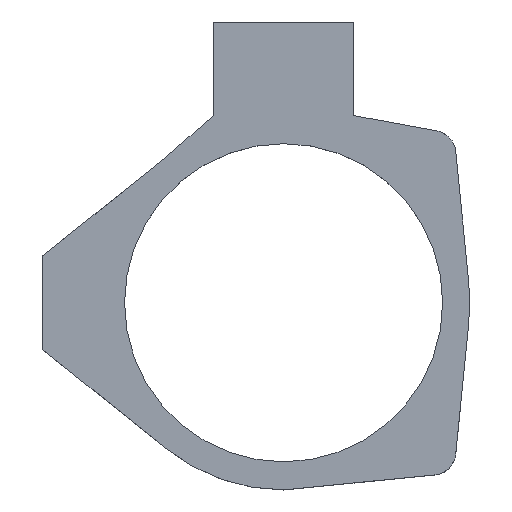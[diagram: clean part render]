
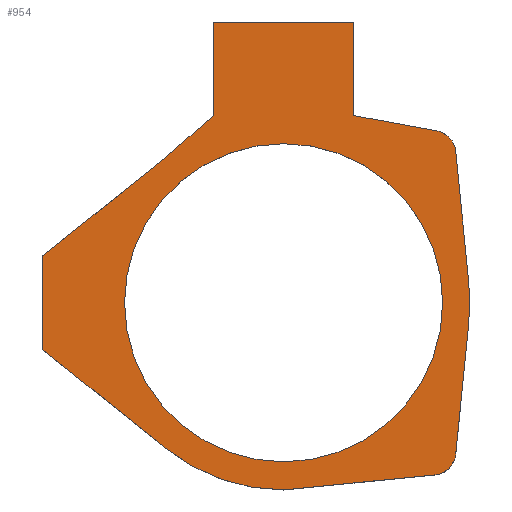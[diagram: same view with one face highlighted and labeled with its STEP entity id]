
A CAD part, top view. The second image highlights one B-rep face of the part: STEP entity #954.
In plain terms, the highlighted planar face has unit normal (0, 0, 1).
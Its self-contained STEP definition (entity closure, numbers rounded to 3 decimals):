
#42=FACE_BOUND('',#166,.T.);
#64=CIRCLE('',#1010,20.);
#65=CIRCLE('',#1012,2.5);
#67=CIRCLE('',#1024,27.5);
#68=CIRCLE('',#1026,17.);
#69=CIRCLE('',#1030,2.5);
#109=FACE_OUTER_BOUND('',#165,.T.);
#165=EDGE_LOOP('',(#816,#817,#818,#819,#820,#821,#822,#823,#824,#825,#826,
#827,#828,#829,#830));
#166=EDGE_LOOP('',(#831));
#203=LINE('',#1366,#304);
#206=LINE('',#1372,#307);
#211=LINE('',#1381,#312);
#214=LINE('',#1417,#315);
#217=LINE('',#1423,#318);
#229=LINE('',#1473,#330);
#233=LINE('',#1491,#334);
#257=LINE('',#1550,#358);
#260=LINE('',#1560,#361);
#261=LINE('',#1562,#362);
#264=LINE('',#1569,#365);
#304=VECTOR('',#1093,10.);
#307=VECTOR('',#1098,10.);
#312=VECTOR('',#1107,10.);
#315=VECTOR('',#1130,10.);
#318=VECTOR('',#1135,10.);
#330=VECTOR('',#1163,10.);
#334=VECTOR('',#1175,10.);
#358=VECTOR('',#1235,10.);
#361=VECTOR('',#1248,10.);
#362=VECTOR('',#1251,10.);
#365=VECTOR('',#1260,10.);
#407=VERTEX_POINT('',#1363);
#408=VERTEX_POINT('',#1365);
#409=VERTEX_POINT('',#1369);
#410=VERTEX_POINT('',#1371);
#422=VERTEX_POINT('',#1414);
#423=VERTEX_POINT('',#1416);
#424=VERTEX_POINT('',#1420);
#425=VERTEX_POINT('',#1422);
#439=VERTEX_POINT('',#1471);
#442=VERTEX_POINT('',#1488);
#443=VERTEX_POINT('',#1490);
#452=VERTEX_POINT('',#1512);
#453=VERTEX_POINT('',#1517);
#461=VERTEX_POINT('',#1552);
#462=VERTEX_POINT('',#1556);
#463=VERTEX_POINT('',#1565);
#501=EDGE_CURVE('',#408,#407,#203,.T.);
#504=EDGE_CURVE('',#410,#409,#206,.T.);
#509=EDGE_CURVE('',#410,#407,#211,.T.);
#523=EDGE_CURVE('',#422,#423,#214,.T.);
#526=EDGE_CURVE('',#424,#425,#217,.T.);
#544=EDGE_CURVE('',#422,#439,#229,.T.);
#551=EDGE_CURVE('',#443,#442,#233,.T.);
#562=EDGE_CURVE('',#409,#452,#64,.T.);
#564=EDGE_CURVE('',#453,#423,#65,.T.);
#580=EDGE_CURVE('',#439,#443,#257,.T.);
#582=EDGE_CURVE('',#461,#424,#67,.T.);
#584=EDGE_CURVE('',#462,#462,#68,.T.);
#585=EDGE_CURVE('',#442,#408,#260,.T.);
#586=EDGE_CURVE('',#461,#453,#261,.T.);
#588=EDGE_CURVE('',#463,#425,#69,.T.);
#590=EDGE_CURVE('',#452,#463,#264,.T.);
#816=ORIENTED_EDGE('',*,*,#562,.T.);
#817=ORIENTED_EDGE('',*,*,#590,.T.);
#818=ORIENTED_EDGE('',*,*,#588,.T.);
#819=ORIENTED_EDGE('',*,*,#526,.F.);
#820=ORIENTED_EDGE('',*,*,#582,.F.);
#821=ORIENTED_EDGE('',*,*,#586,.T.);
#822=ORIENTED_EDGE('',*,*,#564,.T.);
#823=ORIENTED_EDGE('',*,*,#523,.F.);
#824=ORIENTED_EDGE('',*,*,#544,.T.);
#825=ORIENTED_EDGE('',*,*,#580,.T.);
#826=ORIENTED_EDGE('',*,*,#551,.T.);
#827=ORIENTED_EDGE('',*,*,#585,.T.);
#828=ORIENTED_EDGE('',*,*,#501,.T.);
#829=ORIENTED_EDGE('',*,*,#509,.F.);
#830=ORIENTED_EDGE('',*,*,#504,.T.);
#831=ORIENTED_EDGE('',*,*,#584,.T.);
#907=PLANE('',#1032);
#954=ADVANCED_FACE('',(#109,#42),#907,.T.);
#1010=AXIS2_PLACEMENT_3D('',#1514,#1194,#1195);
#1012=AXIS2_PLACEMENT_3D('',#1518,#1199,#1200);
#1024=AXIS2_PLACEMENT_3D('',#1554,#1239,#1240);
#1026=AXIS2_PLACEMENT_3D('',#1558,#1244,#1245);
#1030=AXIS2_PLACEMENT_3D('',#1566,#1255,#1256);
#1032=AXIS2_PLACEMENT_3D('',#1570,#1261,#1262);
#1093=DIRECTION('',(-0.781,-0.625,0.));
#1098=DIRECTION('',(0.781,-0.625,0.));
#1107=DIRECTION('',(0.,1.,0.));
#1130=DIRECTION('',(0.983,-0.181,0.));
#1135=DIRECTION('',(-0.099,-0.995,0.));
#1163=DIRECTION('',(0.,1.,0.));
#1175=DIRECTION('',(0.,-1.,0.));
#1194=DIRECTION('center_axis',(0.,0.,1.));
#1195=DIRECTION('ref_axis',(1.,0.,0.));
#1199=DIRECTION('center_axis',(0.,0.,1.));
#1200=DIRECTION('ref_axis',(1.,0.,0.));
#1235=DIRECTION('',(-1.,0.,0.));
#1239=DIRECTION('center_axis',(0.,0.,-1.));
#1240=DIRECTION('ref_axis',(1.,0.,0.));
#1244=DIRECTION('center_axis',(0.,0.,-1.));
#1245=DIRECTION('ref_axis',(1.,0.,0.));
#1248=DIRECTION('',(-0.753,-0.658,0.));
#1251=DIRECTION('',(-0.099,0.995,0.));
#1255=DIRECTION('center_axis',(0.,0.,1.));
#1256=DIRECTION('ref_axis',(1.,0.,0.));
#1260=DIRECTION('',(0.995,0.099,0.));
#1261=DIRECTION('center_axis',(0.,0.,1.));
#1262=DIRECTION('ref_axis',(1.,0.,0.));
#1363=CARTESIAN_POINT('',(-7.,25.,0.));
#1365=CARTESIAN_POINT('',(5.918,35.346,0.));
#1366=CARTESIAN_POINT('',(-7.,25.,0.));
#1369=CARTESIAN_POINT('',(6.247,4.39,0.));
#1371=CARTESIAN_POINT('',(-7.,15.,0.));
#1372=CARTESIAN_POINT('',(-7.,15.,0.));
#1381=CARTESIAN_POINT('',(-7.,34.635,0.));
#1414=CARTESIAN_POINT('',(26.25,40.,0.));
#1416=CARTESIAN_POINT('',(35.112,38.369,0.));
#1417=CARTESIAN_POINT('',(26.25,40.,0.));
#1420=CARTESIAN_POINT('',(38.481,17.286,0.));
#1422=CARTESIAN_POINT('',(37.148,3.843,0.));
#1423=CARTESIAN_POINT('',(38.75,20.,0.));
#1471=CARTESIAN_POINT('',(26.25,50.,0.));
#1473=CARTESIAN_POINT('',(26.25,41.405,0.));
#1488=CARTESIAN_POINT('',(11.25,40.,0.));
#1490=CARTESIAN_POINT('',(11.25,50.,0.));
#1491=CARTESIAN_POINT('',(11.25,47.135,0.));
#1512=CARTESIAN_POINT('',(18.75,0.,0.));
#1514=CARTESIAN_POINT('Origin',(18.75,20.,0.));
#1517=CARTESIAN_POINT('',(37.148,36.157,0.));
#1518=CARTESIAN_POINT('Origin',(34.66,35.91,0.));
#1550=CARTESIAN_POINT('',(22.5,50.,0.));
#1552=CARTESIAN_POINT('',(38.481,22.714,0.));
#1554=CARTESIAN_POINT('Origin',(11.115,20.,0.));
#1556=CARTESIAN_POINT('',(1.75,20.,0.));
#1558=CARTESIAN_POINT('Origin',(18.75,20.,0.));
#1560=CARTESIAN_POINT('',(11.25,40.,0.));
#1562=CARTESIAN_POINT('',(38.75,20.,0.));
#1565=CARTESIAN_POINT('',(34.907,1.602,0.));
#1566=CARTESIAN_POINT('Origin',(34.66,4.09,0.));
#1569=CARTESIAN_POINT('',(18.75,0.,0.));
#1570=CARTESIAN_POINT('Origin',(18.775,44.27,0.));
